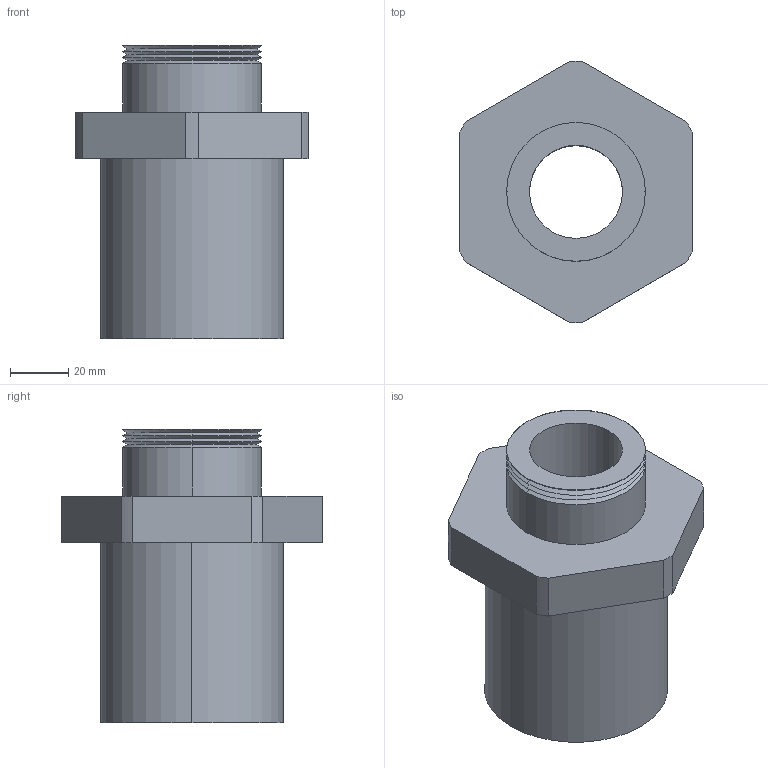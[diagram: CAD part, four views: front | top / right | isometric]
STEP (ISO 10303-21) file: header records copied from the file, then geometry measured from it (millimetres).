
FILE_DESCRIPTION (( 'STEP AP203' ), '1' );
FILE_NAME ('Transition Adaptor Pe Male_001 117 6210 6301.step', '2020-01-02T11:28:28', ( '' ), ( '' ), 'SwSTEP 2.0', 'SolidWorks 2019', '' );
FILE_SCHEMA (( 'CONFIG_CONTROL_DESIGN' ));
Length unit declared in the file: millimetre
Products named in the file (1): Transition Adaptor Pe Male_001 117 6210 6301
Bounding box: 80 x 89.99 x 101 mm (x, y, z)
Volume: 222599.5 mm3; surface area: 40691.9 mm2
Topology: 1 solids, 1 shells, 40 faces, 90 edges, 54 vertices
Faces by surface type: cylinder 16, cone 14, plane 10
Entity records: 1193 total; most frequent: DIRECTION 214, CARTESIAN_POINT 185, ORIENTED_EDGE 180, EDGE_CURVE 90, AXIS2_PLACEMENT_3D 83, VERTEX_POINT 54, LINE 48, VECTOR 48
